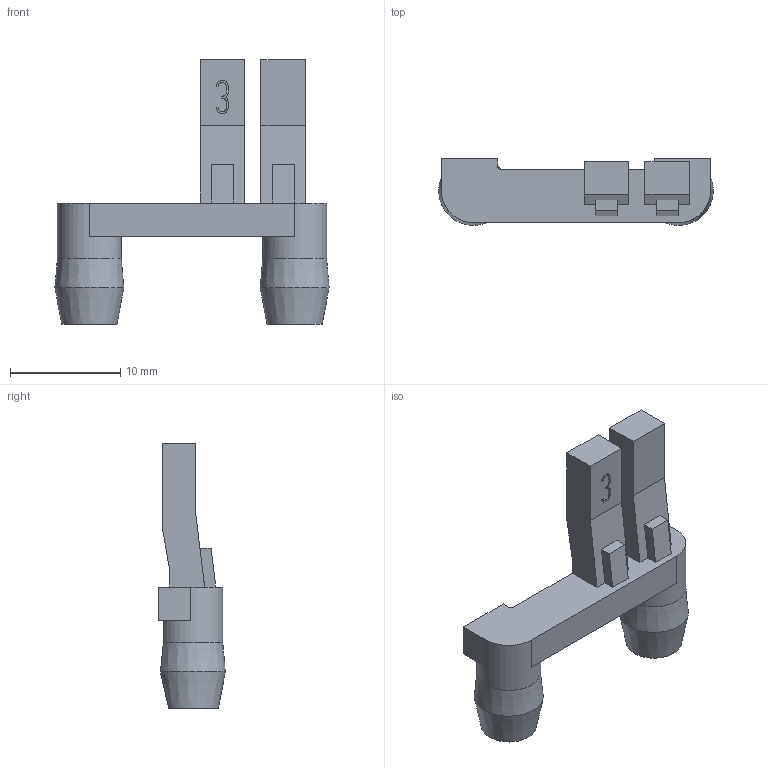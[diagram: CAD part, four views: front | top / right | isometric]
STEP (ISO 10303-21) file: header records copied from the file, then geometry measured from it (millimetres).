
FILE_DESCRIPTION(/* description */ (''),/* implementation_level */ '2;1');
FILE_NAME(/* name */ '100215122ugm000_c.stp',/* time_stamp */ '2020-02-14T14:42:46+01:00',/* author */ (''),/* organization */ (''),/* preprocessor_version */ 'ST-DEVELOPER v16.7',/* originating_system */ 'SIEMENS PLM Software NX 12.0',/* authorisation */ '');
FILE_SCHEMA (('AUTOMOTIVE_DESIGN { 1 0 10303 214 3 1 1 1 }'));
Length unit declared in the file: millimetre
Products named in the file (1): 100215122ugm000_c
Bounding box: 24.86 x 6.02 x 24 mm (x, y, z)
Volume: 877.2 mm3; surface area: 1247.7 mm2
Topology: 1 solids, 1 shells, 174 faces, 565 edges, 496 vertices
Faces by surface type: plane 146, cylinder 22, cone 4, extrusion 2
Full cylindrical faces by diameter (mm): 0.228 x1, 0.269 x1
Entity records: 7139 total; most frequent: CARTESIAN_POINT 1254, DIRECTION 957, ORIENTED_EDGE 952, EDGE_CURVE 476, VECTOR 475, LINE 473, VERTEX_POINT 322, AXIS2_PLACEMENT_3D 241
